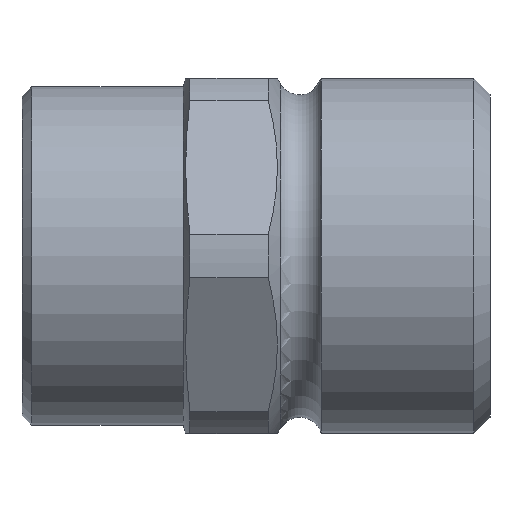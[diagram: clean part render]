
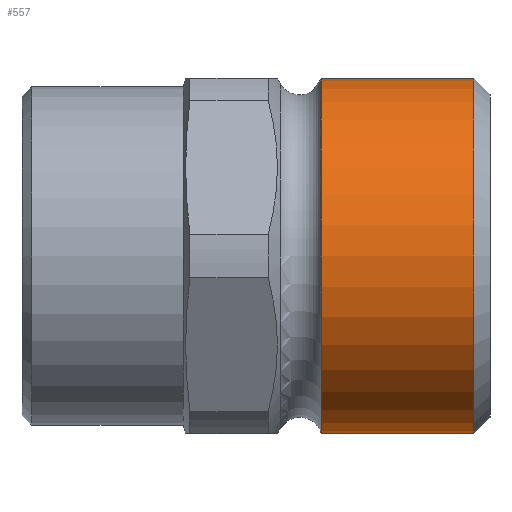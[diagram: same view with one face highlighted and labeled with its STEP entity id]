
A CAD part, left-side view. The second image highlights one B-rep face of the part: STEP entity #557.
In plain terms, the highlighted cylindrical face has radius 11 mm (diameter 22 mm), a full revolution.
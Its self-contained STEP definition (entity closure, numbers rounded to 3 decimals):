
#27=CYLINDRICAL_SURFACE('',#605,11.);
#129=ORIENTED_EDGE('',*,*,#209,.T.);
#130=ORIENTED_EDGE('',*,*,#210,.T.);
#209=EDGE_CURVE('',#245,#245,#269,.F.);
#210=EDGE_CURVE('',#246,#246,#270,.T.);
#245=VERTEX_POINT('',#873);
#246=VERTEX_POINT('',#875);
#269=CIRCLE('',#606,11.);
#270=CIRCLE('',#607,11.);
#290=EDGE_LOOP('',(#129));
#291=EDGE_LOOP('',(#130));
#328=FACE_BOUND('',#290,.T.);
#329=FACE_BOUND('',#291,.T.);
#557=ADVANCED_FACE('',(#328,#329),#27,.T.);
#605=AXIS2_PLACEMENT_3D('',#871,#697,#698);
#606=AXIS2_PLACEMENT_3D('',#872,#699,#700);
#607=AXIS2_PLACEMENT_3D('',#874,#701,#702);
#697=DIRECTION('',(0.,-1.,0.));
#698=DIRECTION('',(1.,0.,0.));
#699=DIRECTION('',(0.,-1.,0.));
#700=DIRECTION('',(1.,0.,0.));
#701=DIRECTION('',(0.,-1.,0.));
#702=DIRECTION('',(1.,0.,0.));
#871=CARTESIAN_POINT('',(0.,26.,0.));
#872=CARTESIAN_POINT('',(0.,1.,0.));
#873=CARTESIAN_POINT('',(11.,1.,0.));
#874=CARTESIAN_POINT('',(0.,10.446,0.));
#875=CARTESIAN_POINT('',(11.,10.446,0.));
